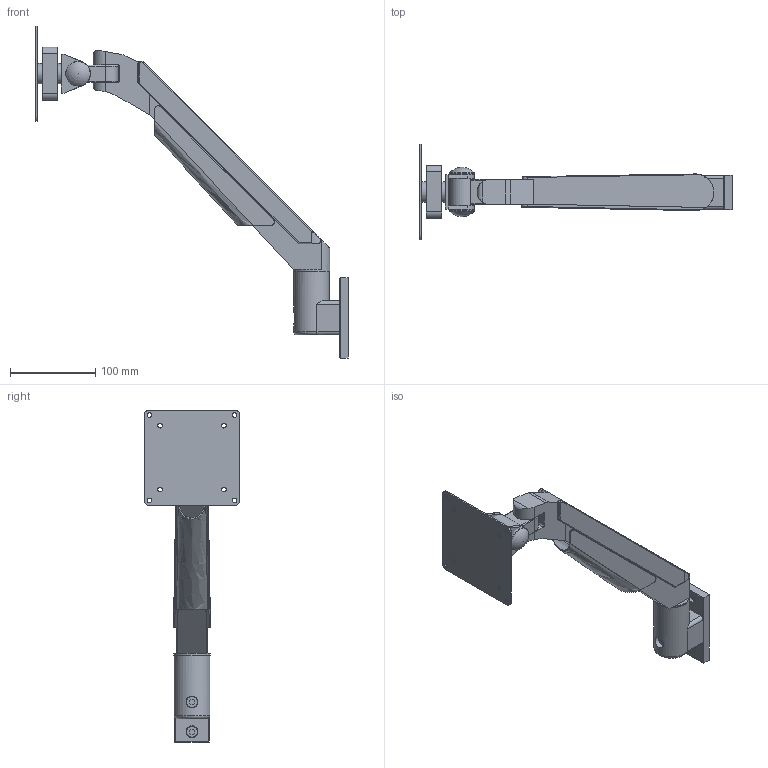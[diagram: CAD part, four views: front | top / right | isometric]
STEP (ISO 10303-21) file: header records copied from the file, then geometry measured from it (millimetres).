
FILE_DESCRIPTION(/* description */ ('Ramię 4-osiowe FATH (6MHM75100S40)'),/* implementation_level */ '2;1');
FILE_NAME(/* name */ '143136.stp',/* time_stamp */ '2023-01-31T11:56:07+01:00',/* author */ ('aluteckkpl_am'),/* organization */ (''),/* preprocessor_version */ 'ST-DEVELOPER v18.1',/* originating_system */ 'Autodesk Inventor 2021',/* authorisation */ '');
FILE_SCHEMA (('CONFIG_CONTROL_DESIGN'));
Length unit declared in the file: millimetre
Products named in the file (7): 143136-6MHM75100S40; _6MHM75100S40_1a; _6MHM75100S40_1b; _6MHM75100S40_2; _6MHM75100S40_1c_1; _6MHM75100S40_1d; _6MHM75100S40_1e
Assembly tree (6 placements, depth 2):
  143136-6MHM75100S40
    _6MHM75100S40_1a
    _6MHM75100S40_1b
    _6MHM75100S40_2
    _6MHM75100S40_1c_1
    _6MHM75100S40_1d
    _6MHM75100S40_1e
Bounding box: 366.61 x 112 x 389.67 mm (x, y, z)
Volume: 864398.3 mm3; surface area: 176325.1 mm2
Topology: 6 solids, 7 shells, 238 faces, 620 edges, 417 vertices
Faces by surface type: plane 129, cylinder 82, cone 12, torus 10, bspline 3, sphere 2
Full cylindrical faces by diameter (mm): 5.3 x8, 6.647 x1, 8.4 x1, 9 x2, 13.8 x6, 24 x3, 26 x1, 28 x6, 28.93 x1, 42 x1, 43 x1
Entity records: 8352 total; most frequent: CARTESIAN_POINT 1883, DIRECTION 1325, ORIENTED_EDGE 1234, EDGE_CURVE 617, AXIS2_PLACEMENT_3D 489, VERTEX_POINT 417, LINE 347, VECTOR 347
